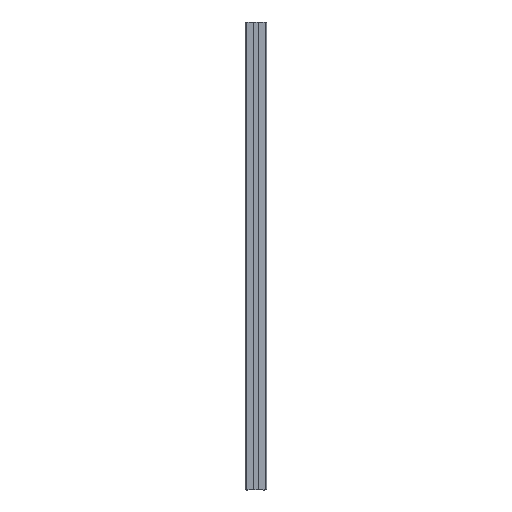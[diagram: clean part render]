
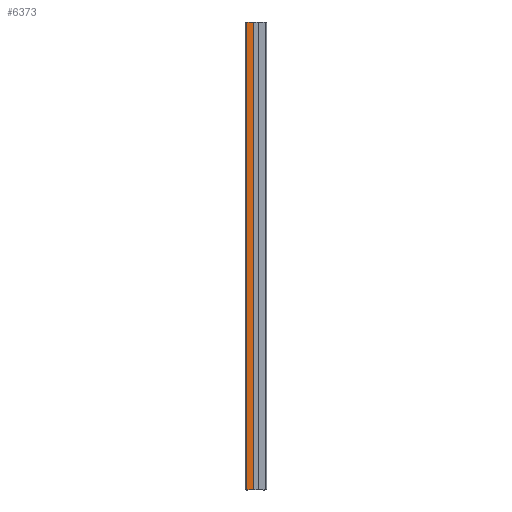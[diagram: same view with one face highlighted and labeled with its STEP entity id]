
A CAD part, left-side view. The second image highlights one B-rep face of the part: STEP entity #6373.
In plain terms, the highlighted face is planar.
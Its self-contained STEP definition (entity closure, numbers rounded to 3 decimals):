
#3193=ORIENTED_EDGE('',*,*,#4512,.T.);
#3194=ORIENTED_EDGE('',*,*,#4513,.F.);
#3195=ORIENTED_EDGE('',*,*,#4509,.F.);
#3196=ORIENTED_EDGE('',*,*,#4514,.T.);
#3769=VECTOR('',#5089,1.);
#3770=VECTOR('',#5096,1.);
#3771=VECTOR('',#5097,1.);
#3772=VECTOR('',#5098,1.);
#4037=LINE('',#5659,#3769);
#4038=LINE('',#5665,#3770);
#4039=LINE('',#5666,#3771);
#4040=LINE('',#5667,#3772);
#4285=VERTEX_POINT('',#5657);
#4286=VERTEX_POINT('',#5658);
#4287=VERTEX_POINT('',#5663);
#4288=VERTEX_POINT('',#5664);
#4509=EDGE_CURVE('',#4285,#4286,#4037,.T.);
#4512=EDGE_CURVE('',#4287,#4288,#4038,.T.);
#4513=EDGE_CURVE('',#4286,#4288,#4039,.T.);
#4514=EDGE_CURVE('',#4285,#4287,#4040,.T.);
#4765=EDGE_LOOP('',(#3193,#3194,#3195,#3196));
#4879=FACE_BOUND('',#4765,.T.);
#5089=DIRECTION('',(-1000.,0.,0.));
#5094=DIRECTION('',(0.,0.,-1.));
#5095=DIRECTION('',(0.,1.,0.));
#5096=DIRECTION('',(-1000.,0.,0.));
#5097=DIRECTION('',(0.,-14.4,0.));
#5098=DIRECTION('',(0.,-14.4,0.));
#5657=CARTESIAN_POINT('',(1000.,19.5,-22.5));
#5658=CARTESIAN_POINT('',(0.,19.5,-22.5));
#5659=CARTESIAN_POINT('',(1000.,19.5,-22.5));
#5662=CARTESIAN_POINT('',(1000.,5.1,-22.5));
#5663=CARTESIAN_POINT('',(1000.,5.1,-22.5));
#5664=CARTESIAN_POINT('',(0.,5.1,-22.5));
#5665=CARTESIAN_POINT('',(1000.,5.1,-22.5));
#5666=CARTESIAN_POINT('',(0.,19.5,-22.5));
#5667=CARTESIAN_POINT('',(1000.,19.5,-22.5));
#6152=AXIS2_PLACEMENT_3D('',#5662,#5094,#5095);
#6285=PLANE('',#6152);
#6373=ADVANCED_FACE('',(#4879),#6285,.T.);
